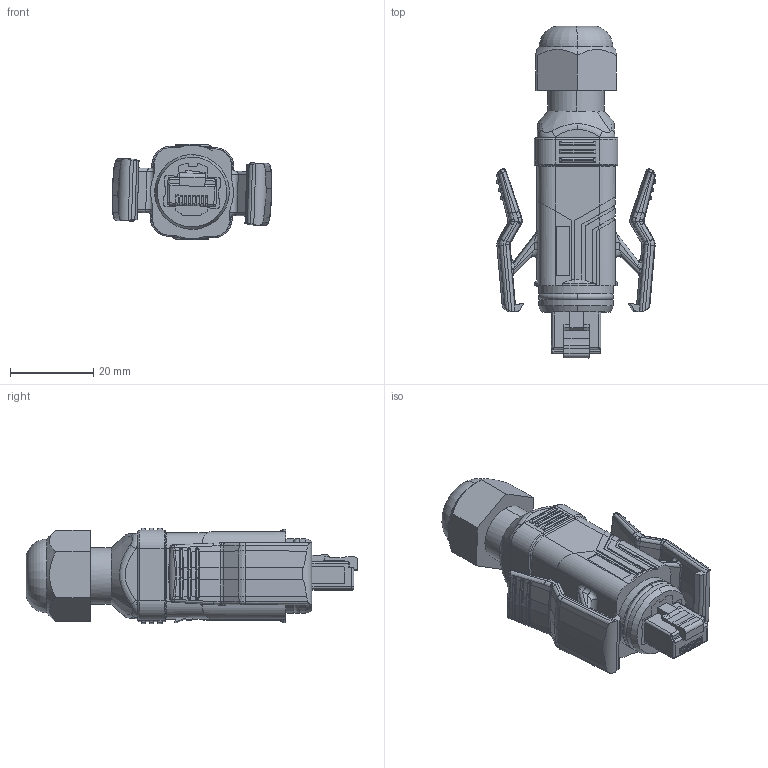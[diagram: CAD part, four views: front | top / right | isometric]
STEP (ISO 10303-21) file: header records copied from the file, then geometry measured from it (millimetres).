
FILE_DESCRIPTION(('Creo Elements/Direct Modeling STEP Export'),'2;1');
FILE_NAME('model.stp','2020-11-17T13:41:50',(''),(''),'Creo Elements/Direct Modeling STEP processor for AP214 (Solid Model)','Creo Elements/Direct Modeling 20.1A 29-Sep-2018 (C) Parametric Technology GmbH','');
FILE_SCHEMA(('AUTOMOTIVE_DESIGN { 1 0 10303 214 1 1 1 1 }'));
Products named in the file (2): VS-08-RJ45-5-Q_IP67; VS-08-RJ45-5-Q-IP67
Assembly tree (1 placements, depth 2):
  VS-08-RJ45-5-Q-IP67
    VS-08-RJ45-5-Q_IP67
Bounding box: 38.41 x 79.73 x 23.05 mm (x, y, z)
Volume: 23942.1 mm3; surface area: 9802.9 mm2
Topology: 1 solids, 1 shells, 1032 faces, 2588 edges, 1570 vertices
Faces by surface type: plane 363, bspline 360, cylinder 194, extrusion 71, cone 22, torus 20, sphere 2
Entity records: 88495 total; most frequent: CARTESIAN_POINT 59728, ORIENTED_EDGE 5158, DIRECTION 2640, EDGE_CURVE 2579, VERTEX_POINT 1570, B_SPLINE_CURVE_WITH_KNOTS 1244, VECTOR 1106, EDGE_LOOP 1055
